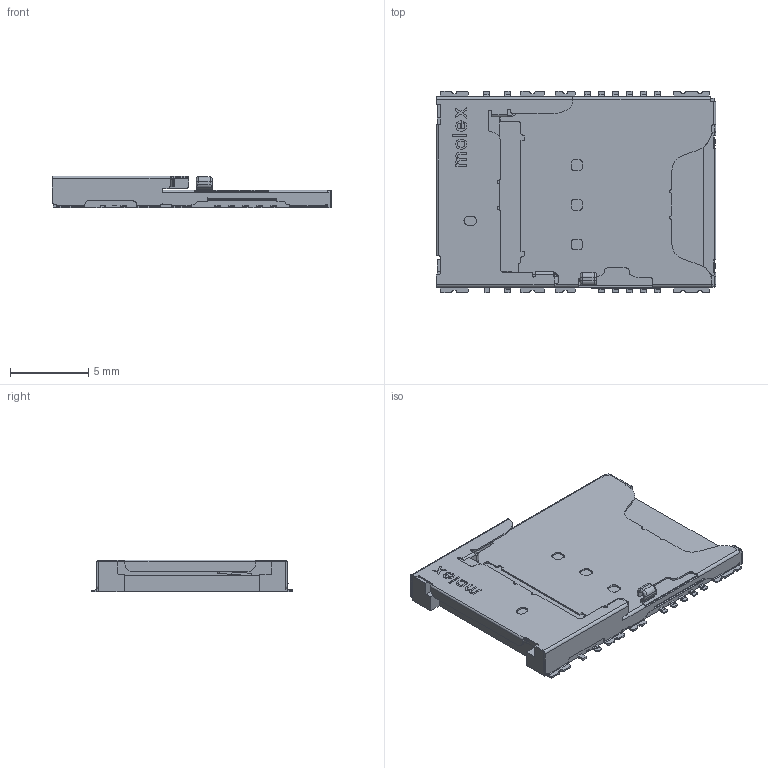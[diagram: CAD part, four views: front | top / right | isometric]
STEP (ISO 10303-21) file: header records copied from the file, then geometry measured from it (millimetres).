
FILE_DESCRIPTION(/* description */ (''),/* implementation_level */ '2;1');
FILE_NAME(/* name */ 'Molex - 1042391430.step',/* time_stamp */ '2020-01-11T00:34:22+00:00',/* author */ (''),/* organization */ (''),/* preprocessor_version */ 'ST-DEVELOPER v18',/* originating_system */ 'Autodesk Translation Framework v8.12.0.6',/* authorisation */ '');
FILE_SCHEMA (('AUTOMOTIVE_DESIGN { 1 0 10303 214 3 1 1 }'));
Length unit declared in the file: millimetre
Products named in the file (1): Molex - 1042391430
Bounding box: 17.9 x 12.9 x 2.05 mm (x, y, z)
Volume: 273.2 mm3; surface area: 610.3 mm2
Topology: 1 solids, 1 shells, 970 faces, 2757 edges, 1813 vertices
Faces by surface type: plane 633, cylinder 318, bspline 13, torus 4, cone 2
Entity records: 32039 total; most frequent: CARTESIAN_POINT 6145, ORIENTED_EDGE 5512, DIRECTION 5324, EDGE_CURVE 2756, LINE 2062, VECTOR 2062, VERTEX_POINT 1813, AXIS2_PLACEMENT_3D 1631
